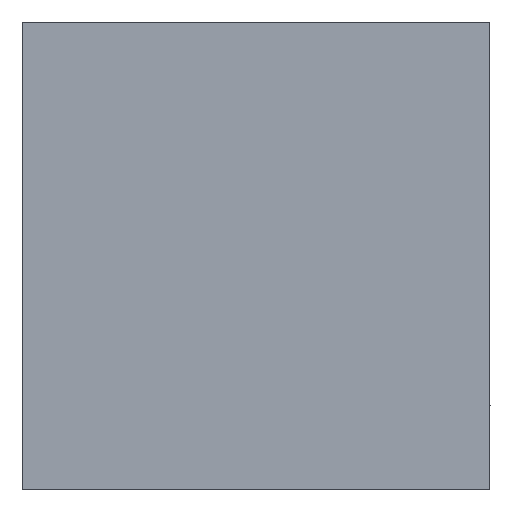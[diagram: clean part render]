
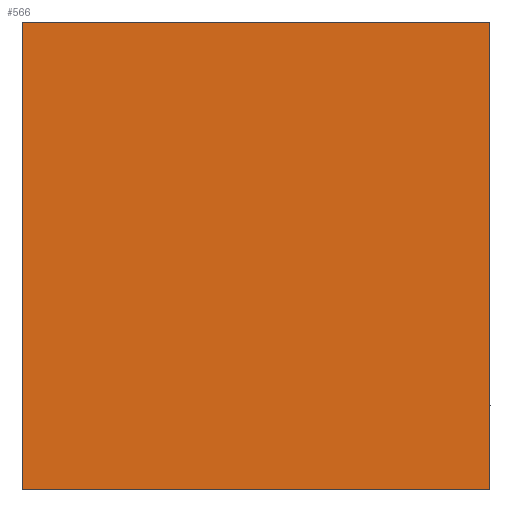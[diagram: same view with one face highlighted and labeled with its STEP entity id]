
A CAD part, left-side view. The second image highlights one B-rep face of the part: STEP entity #566.
In plain terms, the highlighted planar face has unit normal (-1, 0, 0).
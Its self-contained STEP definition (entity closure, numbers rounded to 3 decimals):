
#40=PLANE('',#656);
#66=FACE_OUTER_BOUND('',#112,.T.);
#112=EDGE_LOOP('',(#517,#518,#519,#520));
#159=LINE('',#988,#191);
#160=LINE('',#991,#192);
#162=LINE('',#995,#194);
#164=LINE('',#998,#196);
#191=VECTOR('',#829,10.);
#192=VECTOR('',#832,10.);
#194=VECTOR('',#836,10.);
#196=VECTOR('',#840,10.);
#271=VERTEX_POINT('',#984);
#272=VERTEX_POINT('',#986);
#273=VERTEX_POINT('',#990);
#274=VERTEX_POINT('',#994);
#351=EDGE_CURVE('',#271,#272,#159,.T.);
#352=EDGE_CURVE('',#272,#273,#160,.T.);
#354=EDGE_CURVE('',#273,#274,#162,.T.);
#356=EDGE_CURVE('',#274,#271,#164,.T.);
#517=ORIENTED_EDGE('',*,*,#356,.T.);
#518=ORIENTED_EDGE('',*,*,#351,.T.);
#519=ORIENTED_EDGE('',*,*,#352,.T.);
#520=ORIENTED_EDGE('',*,*,#354,.T.);
#566=ADVANCED_FACE('',(#66),#40,.F.);
#656=AXIS2_PLACEMENT_3D('',#999,#841,#842);
#829=DIRECTION('',(0.,1.,0.));
#832=DIRECTION('',(0.,0.,-1.));
#836=DIRECTION('',(0.,-1.,0.));
#840=DIRECTION('',(0.,0.,1.));
#841=DIRECTION('center_axis',(1.,0.,0.));
#842=DIRECTION('ref_axis',(0.,0.,-1.));
#984=CARTESIAN_POINT('',(-20.,-4.,8.));
#986=CARTESIAN_POINT('',(-20.,4.,8.));
#988=CARTESIAN_POINT('',(-20.,0.,8.));
#990=CARTESIAN_POINT('',(-20.,4.,0.));
#991=CARTESIAN_POINT('',(-20.,4.,4.));
#994=CARTESIAN_POINT('',(-20.,-4.,0.));
#995=CARTESIAN_POINT('',(-20.,0.,0.));
#998=CARTESIAN_POINT('',(-20.,-4.,4.));
#999=CARTESIAN_POINT('Origin',(-20.,0.,4.));
